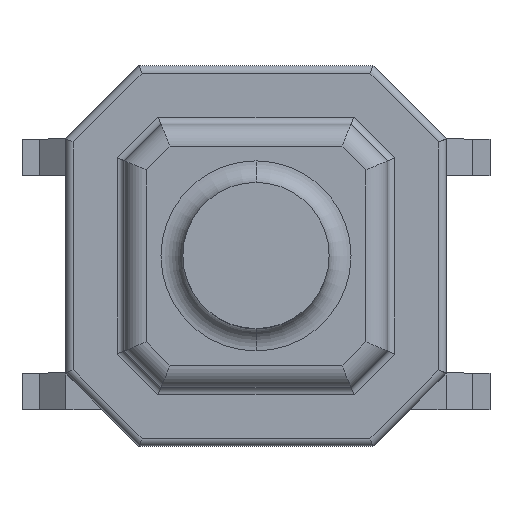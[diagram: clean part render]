
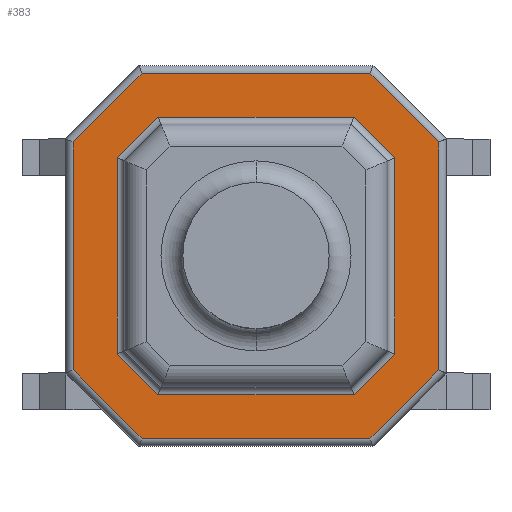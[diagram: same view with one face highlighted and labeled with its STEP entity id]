
A CAD part, top view. The second image highlights one B-rep face of the part: STEP entity #383.
In plain terms, the highlighted planar face has unit normal (0, 0, 1).
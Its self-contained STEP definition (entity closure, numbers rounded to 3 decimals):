
#383 = ADVANCED_FACE('',(#384,#450),#516,.F.);
#384 = FACE_BOUND('',#385,.T.);
#385 = EDGE_LOOP('',(#386,#396,#404,#412,#420,#428,#436,#444));
#386 = ORIENTED_EDGE('',*,*,#387,.T.);
#387 = EDGE_CURVE('',#388,#390,#392,.T.);
#388 = VERTEX_POINT('',#389);
#389 = CARTESIAN_POINT('',(1.441,-1.75,0.81));
#390 = VERTEX_POINT('',#391);
#391 = CARTESIAN_POINT('',(-1.241,-1.75,0.81));
#392 = LINE('',#393,#394);
#393 = CARTESIAN_POINT('',(-1.2,-1.75,0.81));
#394 = VECTOR('',#395,1.);
#395 = DIRECTION('',(-1.,-0.,0.));
#396 = ORIENTED_EDGE('',*,*,#397,.T.);
#397 = EDGE_CURVE('',#390,#398,#400,.T.);
#398 = VERTEX_POINT('',#399);
#399 = CARTESIAN_POINT('',(-1.8,-1.191,0.81));
#400 = LINE('',#401,#402);
#401 = CARTESIAN_POINT('',(-1.521,-1.471,0.81));
#402 = VECTOR('',#403,1.);
#403 = DIRECTION('',(-0.707,0.707,0.)
  );
#404 = ORIENTED_EDGE('',*,*,#405,.T.);
#405 = EDGE_CURVE('',#398,#406,#408,.T.);
#406 = VERTEX_POINT('',#407);
#407 = CARTESIAN_POINT('',(-1.8,1.491,0.81));
#408 = LINE('',#409,#410);
#409 = CARTESIAN_POINT('',(-1.8,1.45,0.81));
#410 = VECTOR('',#411,1.);
#411 = DIRECTION('',(0.,1.,0.));
#412 = ORIENTED_EDGE('',*,*,#413,.T.);
#413 = EDGE_CURVE('',#406,#414,#416,.T.);
#414 = VERTEX_POINT('',#415);
#415 = CARTESIAN_POINT('',(-1.241,2.05,0.81));
#416 = LINE('',#417,#418);
#417 = CARTESIAN_POINT('',(-4.121,-0.829,0.81));
#418 = VECTOR('',#419,1.);
#419 = DIRECTION('',(0.707,0.707,0.)
  );
#420 = ORIENTED_EDGE('',*,*,#421,.T.);
#421 = EDGE_CURVE('',#414,#422,#424,.T.);
#422 = VERTEX_POINT('',#423);
#423 = CARTESIAN_POINT('',(1.441,2.05,0.81));
#424 = LINE('',#425,#426);
#425 = CARTESIAN_POINT('',(1.4,2.05,0.81));
#426 = VECTOR('',#427,1.);
#427 = DIRECTION('',(1.,0.,0.));
#428 = ORIENTED_EDGE('',*,*,#429,.T.);
#429 = EDGE_CURVE('',#422,#430,#432,.T.);
#430 = VERTEX_POINT('',#431);
#431 = CARTESIAN_POINT('',(2.,1.491,0.81));
#432 = LINE('',#433,#434);
#433 = CARTESIAN_POINT('',(1.721,1.771,0.81));
#434 = VECTOR('',#435,1.);
#435 = DIRECTION('',(0.707,-0.707,0.)
  );
#436 = ORIENTED_EDGE('',*,*,#437,.T.);
#437 = EDGE_CURVE('',#430,#438,#440,.T.);
#438 = VERTEX_POINT('',#439);
#439 = CARTESIAN_POINT('',(2.,-1.191,0.81));
#440 = LINE('',#441,#442);
#441 = CARTESIAN_POINT('',(2.,-1.15,0.81));
#442 = VECTOR('',#443,1.);
#443 = DIRECTION('',(0.,-1.,0.));
#444 = ORIENTED_EDGE('',*,*,#445,.T.);
#445 = EDGE_CURVE('',#438,#388,#446,.T.);
#446 = LINE('',#447,#448);
#447 = CARTESIAN_POINT('',(-0.879,-4.071,0.81));
#448 = VECTOR('',#449,1.);
#449 = DIRECTION('',(-0.707,-0.707,0.)
  );
#450 = FACE_BOUND('',#451,.T.);
#451 = EDGE_LOOP('',(#452,#462,#470,#478,#486,#494,#502,#510));
#452 = ORIENTED_EDGE('',*,*,#453,.T.);
#453 = EDGE_CURVE('',#454,#456,#458,.T.);
#454 = VERTEX_POINT('',#455);
#455 = CARTESIAN_POINT('',(-1.459,-2.35,0.81));
#456 = VERTEX_POINT('',#457);
#457 = CARTESIAN_POINT('',(1.659,-2.35,0.81));
#458 = LINE('',#459,#460);
#459 = CARTESIAN_POINT('',(-2.5,-2.35,0.81));
#460 = VECTOR('',#461,1.);
#461 = DIRECTION('',(1.,0.,0.));
#462 = ORIENTED_EDGE('',*,*,#463,.T.);
#463 = EDGE_CURVE('',#456,#464,#466,.T.);
#464 = VERTEX_POINT('',#465);
#465 = CARTESIAN_POINT('',(2.6,-1.409,0.81));
#466 = LINE('',#467,#468);
#467 = CARTESIAN_POINT('',(2.629,-1.379,0.81));
#468 = VECTOR('',#469,1.);
#469 = DIRECTION('',(0.707,0.707,0.)
  );
#470 = ORIENTED_EDGE('',*,*,#471,.T.);
#471 = EDGE_CURVE('',#464,#472,#474,.T.);
#472 = VERTEX_POINT('',#473);
#473 = CARTESIAN_POINT('',(2.6,1.709,0.81));
#474 = LINE('',#475,#476);
#475 = CARTESIAN_POINT('',(2.6,-2.45,0.81));
#476 = VECTOR('',#477,1.);
#477 = DIRECTION('',(0.,1.,0.));
#478 = ORIENTED_EDGE('',*,*,#479,.T.);
#479 = EDGE_CURVE('',#472,#480,#482,.T.);
#480 = VERTEX_POINT('',#481);
#481 = CARTESIAN_POINT('',(1.659,2.65,0.81));
#482 = LINE('',#483,#484);
#483 = CARTESIAN_POINT('',(1.629,2.679,0.81));
#484 = VECTOR('',#485,1.);
#485 = DIRECTION('',(-0.707,0.707,0.)
  );
#486 = ORIENTED_EDGE('',*,*,#487,.T.);
#487 = EDGE_CURVE('',#480,#488,#490,.T.);
#488 = VERTEX_POINT('',#489);
#489 = CARTESIAN_POINT('',(-1.459,2.65,0.81));
#490 = LINE('',#491,#492);
#491 = CARTESIAN_POINT('',(-2.5,2.65,0.81));
#492 = VECTOR('',#493,1.);
#493 = DIRECTION('',(-1.,0.,0.));
#494 = ORIENTED_EDGE('',*,*,#495,.T.);
#495 = EDGE_CURVE('',#488,#496,#498,.T.);
#496 = VERTEX_POINT('',#497);
#497 = CARTESIAN_POINT('',(-2.4,1.709,0.81));
#498 = LINE('',#499,#500);
#499 = CARTESIAN_POINT('',(-2.429,1.679,0.81));
#500 = VECTOR('',#501,1.);
#501 = DIRECTION('',(-0.707,-0.707,0.)
  );
#502 = ORIENTED_EDGE('',*,*,#503,.T.);
#503 = EDGE_CURVE('',#496,#504,#506,.T.);
#504 = VERTEX_POINT('',#505);
#505 = CARTESIAN_POINT('',(-2.4,-1.409,0.81));
#506 = LINE('',#507,#508);
#507 = CARTESIAN_POINT('',(-2.4,-2.45,0.81));
#508 = VECTOR('',#509,1.);
#509 = DIRECTION('',(0.,-1.,0.));
#510 = ORIENTED_EDGE('',*,*,#511,.T.);
#511 = EDGE_CURVE('',#504,#454,#512,.T.);
#512 = LINE('',#513,#514);
#513 = CARTESIAN_POINT('',(-1.429,-2.379,0.81));
#514 = VECTOR('',#515,1.);
#515 = DIRECTION('',(0.707,-0.707,0.)
  );
#516 = PLANE('',#517);
#517 = AXIS2_PLACEMENT_3D('',#518,#519,#520);
#518 = CARTESIAN_POINT('',(-2.5,-2.45,0.81));
#519 = DIRECTION('',(0.,0.,-1.));
#520 = DIRECTION('',(0.,1.,0.));
